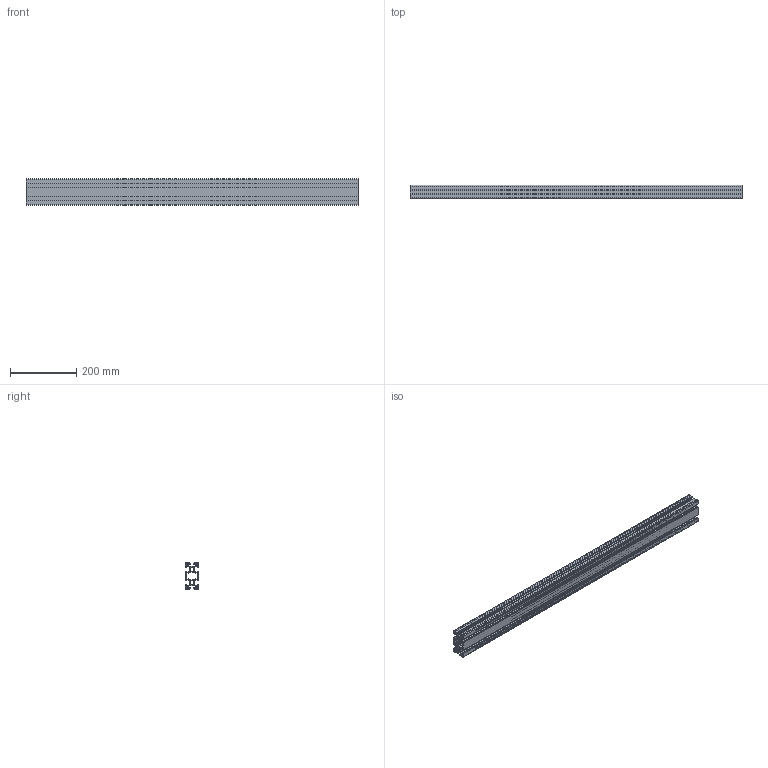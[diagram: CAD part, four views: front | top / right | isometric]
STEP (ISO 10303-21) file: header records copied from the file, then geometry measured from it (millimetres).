
FILE_DESCRIPTION (( 'STEP AP214' ), '1' );
FILE_NAME ('1.0408.6.SPRSPC.STEP', '2025-06-11T14:41:50', ( '' ), ( '' ), 'SwSTEP 2.0', 'SolidWorks 2023', '' );
FILE_SCHEMA (( 'AUTOMOTIVE_DESIGN' ));
Length unit declared in the file: millimetre
Products named in the file (1): 1.0408.6.SPRSPC
Bounding box: 1000 x 40 x 80 mm (x, y, z)
Volume: 967054.6 mm3; surface area: 859397.5 mm2
Topology: 1 solids, 1 shells, 334 faces, 996 edges, 664 vertices
Faces by surface type: plane 254, cylinder 80
Entity records: 11191 total; most frequent: CARTESIAN_POINT 1995, ORIENTED_EDGE 1992, DIRECTION 1826, EDGE_CURVE 996, VECTOR 836, LINE 836, VERTEX_POINT 664, AXIS2_PLACEMENT_3D 495
